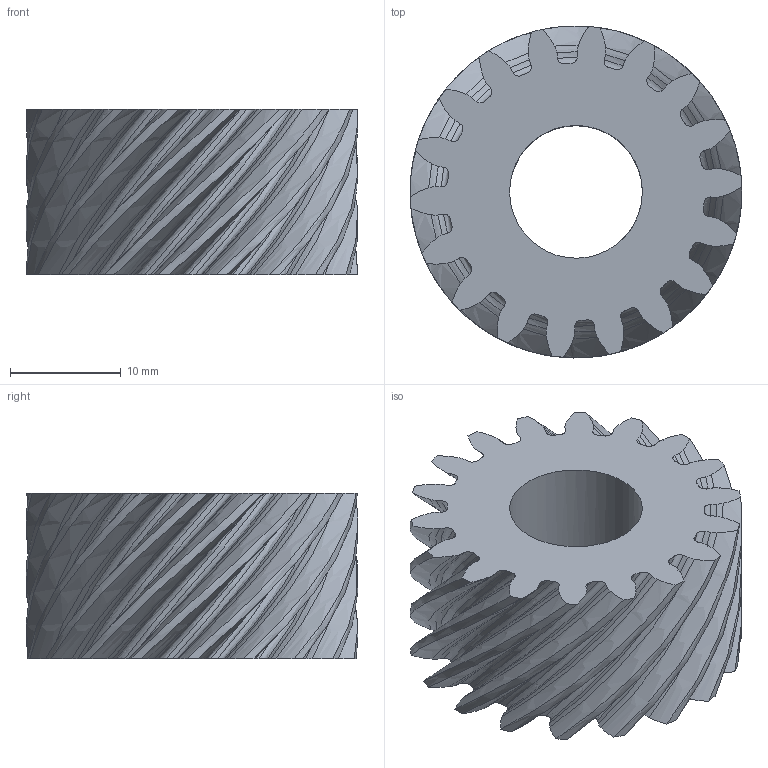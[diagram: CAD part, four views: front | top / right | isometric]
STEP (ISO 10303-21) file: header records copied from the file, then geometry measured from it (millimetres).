
FILE_DESCRIPTION(('FreeCAD Model'),'2;1');
FILE_NAME('Open CASCADE Shape Model','2024-05-01T10:11:26',(''),(''), 'Open CASCADE STEP processor 7.6','FreeCAD','Unknown');
FILE_SCHEMA(('AUTOMOTIVE_DESIGN { 1 0 10303 214 1 1 1 1 }'));
Length unit declared in the file: millimetre
Products named in the file (1): RH_1.5M18T12
Bounding box: 30 x 30 x 15 mm (x, y, z)
Volume: 6687.7 mm3; surface area: 4687.2 mm2
Topology: 1 solids, 1 shells, 183 faces, 543 edges, 362 vertices
Faces by surface type: bspline 180, plane 2, cylinder 1
Full cylindrical faces by diameter (mm): 12 x1
Entity records: 12714 total; most frequent: CARTESIAN_POINT 9685, ORIENTED_EDGE 1086, EDGE_CURVE 543, VERTEX_POINT 362, B_SPLINE_CURVE_WITH_KNOTS 325, FACE_BOUND 185, EDGE_LOOP 185, ADVANCED_FACE 183
